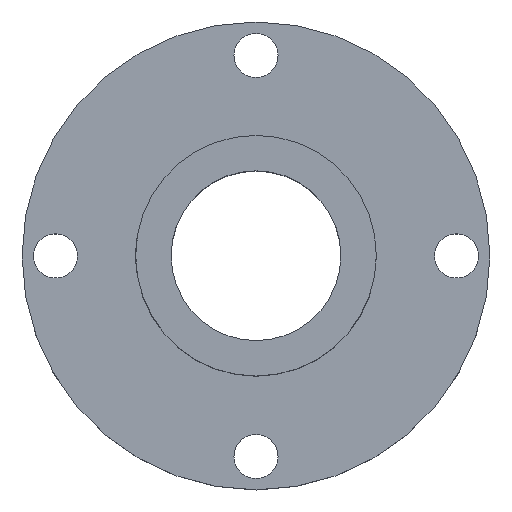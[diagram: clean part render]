
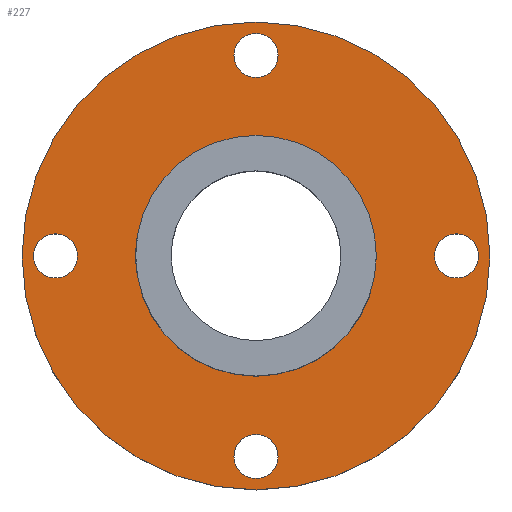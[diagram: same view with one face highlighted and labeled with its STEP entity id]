
A CAD part, top view. The second image highlights one B-rep face of the part: STEP entity #227.
In plain terms, the highlighted planar face has unit normal (0, 0, 1).
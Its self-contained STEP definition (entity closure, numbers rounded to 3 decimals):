
#22=FACE_BOUND('',#73,.T.);
#23=FACE_BOUND('',#74,.T.);
#24=FACE_BOUND('',#75,.T.);
#25=FACE_BOUND('',#76,.T.);
#26=FACE_BOUND('',#77,.T.);
#29=CIRCLE('',#247,18.);
#31=CIRCLE('',#251,3.3);
#33=CIRCLE('',#254,3.3);
#35=CIRCLE('',#257,3.3);
#37=CIRCLE('',#260,3.3);
#40=CIRCLE('',#264,35.);
#43=PLANE('',#266);
#54=FACE_OUTER_BOUND('',#72,.T.);
#72=EDGE_LOOP('',(#203));
#73=EDGE_LOOP('',(#204));
#74=EDGE_LOOP('',(#205));
#75=EDGE_LOOP('',(#206));
#76=EDGE_LOOP('',(#207));
#77=EDGE_LOOP('',(#208));
#110=VERTEX_POINT('',#419);
#112=VERTEX_POINT('',#428);
#114=VERTEX_POINT('',#434);
#116=VERTEX_POINT('',#440);
#118=VERTEX_POINT('',#446);
#121=VERTEX_POINT('',#454);
#131=EDGE_CURVE('',#110,#110,#29,.T.);
#136=EDGE_CURVE('',#112,#112,#31,.T.);
#139=EDGE_CURVE('',#114,#114,#33,.T.);
#142=EDGE_CURVE('',#116,#116,#35,.T.);
#145=EDGE_CURVE('',#118,#118,#37,.T.);
#150=EDGE_CURVE('',#121,#121,#40,.T.);
#203=ORIENTED_EDGE('',*,*,#150,.T.);
#204=ORIENTED_EDGE('',*,*,#136,.T.);
#205=ORIENTED_EDGE('',*,*,#139,.T.);
#206=ORIENTED_EDGE('',*,*,#142,.T.);
#207=ORIENTED_EDGE('',*,*,#145,.T.);
#208=ORIENTED_EDGE('',*,*,#131,.T.);
#227=ADVANCED_FACE('',(#54,#22,#23,#24,#25,#26),#43,.T.);
#247=AXIS2_PLACEMENT_3D('',#420,#280,#281);
#251=AXIS2_PLACEMENT_3D('',#429,#291,#292);
#254=AXIS2_PLACEMENT_3D('',#435,#298,#299);
#257=AXIS2_PLACEMENT_3D('',#441,#305,#306);
#260=AXIS2_PLACEMENT_3D('',#447,#312,#313);
#264=AXIS2_PLACEMENT_3D('',#456,#322,#323);
#266=AXIS2_PLACEMENT_3D('',#458,#326,#327);
#280=DIRECTION('center_axis',(0.,0.,-1.));
#281=DIRECTION('ref_axis',(-1.,0.,0.));
#291=DIRECTION('center_axis',(0.,0.,-1.));
#292=DIRECTION('ref_axis',(1.,0.,0.));
#298=DIRECTION('center_axis',(0.,0.,-1.));
#299=DIRECTION('ref_axis',(1.,0.,0.));
#305=DIRECTION('center_axis',(0.,0.,-1.));
#306=DIRECTION('ref_axis',(1.,0.,0.));
#312=DIRECTION('center_axis',(0.,0.,-1.));
#313=DIRECTION('ref_axis',(1.,0.,0.));
#322=DIRECTION('center_axis',(0.,0.,1.));
#323=DIRECTION('ref_axis',(-1.,0.,0.));
#326=DIRECTION('center_axis',(0.,0.,1.));
#327=DIRECTION('ref_axis',(1.,0.,0.));
#419=CARTESIAN_POINT('',(18.,0.,10.));
#420=CARTESIAN_POINT('Origin',(0.,0.,10.));
#428=CARTESIAN_POINT('',(-3.3,-30.,10.));
#429=CARTESIAN_POINT('Origin',(0.,-30.,10.));
#434=CARTESIAN_POINT('',(-3.3,30.,10.));
#435=CARTESIAN_POINT('Origin',(0.,30.,10.));
#440=CARTESIAN_POINT('',(-33.3,0.,10.));
#441=CARTESIAN_POINT('Origin',(-30.,0.,10.));
#446=CARTESIAN_POINT('',(26.7,0.,10.));
#447=CARTESIAN_POINT('Origin',(30.,0.,10.));
#454=CARTESIAN_POINT('',(35.,0.,10.));
#456=CARTESIAN_POINT('Origin',(0.,0.,10.));
#458=CARTESIAN_POINT('Origin',(15.,0.,10.));
